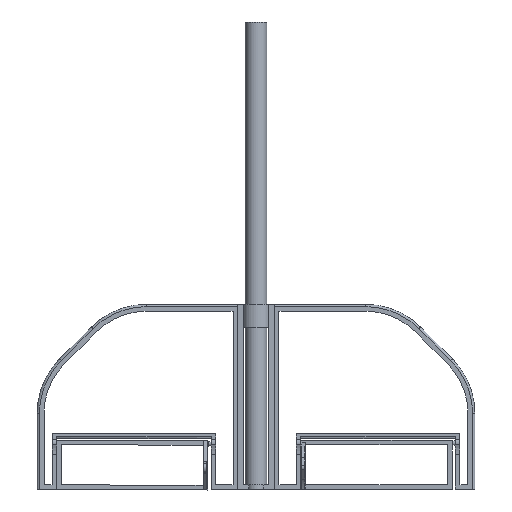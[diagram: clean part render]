
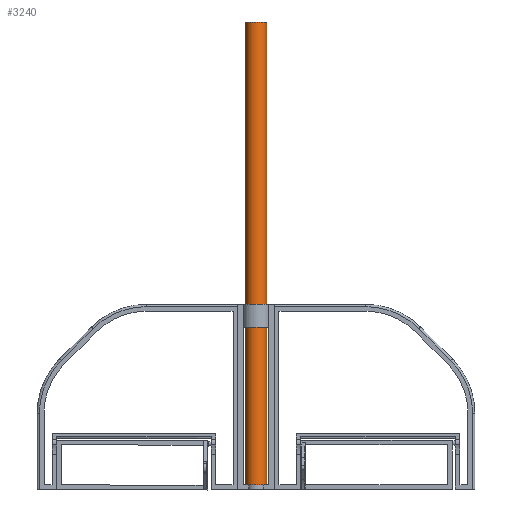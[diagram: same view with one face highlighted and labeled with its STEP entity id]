
A CAD part, front view. The second image highlights one B-rep face of the part: STEP entity #3240.
In plain terms, the highlighted cylindrical face has radius 7 mm (diameter 14 mm), a full revolution.
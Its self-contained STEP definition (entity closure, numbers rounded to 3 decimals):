
#235=FACE_OUTER_BOUND('',#407,.T.);
#407=EDGE_LOOP('',(#2221,#2222,#2223,#2224));
#597=LINE('',#4801,#942);
#942=VECTOR('',#3819,7.);
#1288=CIRCLE('',#3490,7.);
#1289=CIRCLE('',#3491,7.);
#1411=VERTEX_POINT('',#4798);
#1412=VERTEX_POINT('',#4800);
#1731=EDGE_CURVE('',#1411,#1411,#1288,.T.);
#1732=EDGE_CURVE('',#1411,#1412,#597,.T.);
#1733=EDGE_CURVE('',#1412,#1412,#1289,.T.);
#2221=ORIENTED_EDGE('',*,*,#1731,.F.);
#2222=ORIENTED_EDGE('',*,*,#1732,.T.);
#2223=ORIENTED_EDGE('',*,*,#1733,.T.);
#2224=ORIENTED_EDGE('',*,*,#1732,.F.);
#3196=CYLINDRICAL_SURFACE('',#3489,7.);
#3240=ADVANCED_FACE('',(#235),#3196,.T.);
#3489=AXIS2_PLACEMENT_3D('',#4797,#3815,#3816);
#3490=AXIS2_PLACEMENT_3D('',#4799,#3817,#3818);
#3491=AXIS2_PLACEMENT_3D('',#4802,#3820,#3821);
#3815=DIRECTION('center_axis',(0.,0.,1.));
#3816=DIRECTION('ref_axis',(1.,0.,0.));
#3817=DIRECTION('center_axis',(0.,0.,1.));
#3818=DIRECTION('ref_axis',(1.,0.,0.));
#3819=DIRECTION('',(0.,0.,-1.));
#3820=DIRECTION('center_axis',(0.,0.,1.));
#3821=DIRECTION('ref_axis',(1.,0.,0.));
#4797=CARTESIAN_POINT('Origin',(0.,0.,0.));
#4798=CARTESIAN_POINT('',(-7.,0.,300.));
#4799=CARTESIAN_POINT('Origin',(0.,0.,300.));
#4800=CARTESIAN_POINT('',(-7.,0.,0.));
#4801=CARTESIAN_POINT('',(-7.,0.,0.));
#4802=CARTESIAN_POINT('Origin',(0.,0.,0.));
